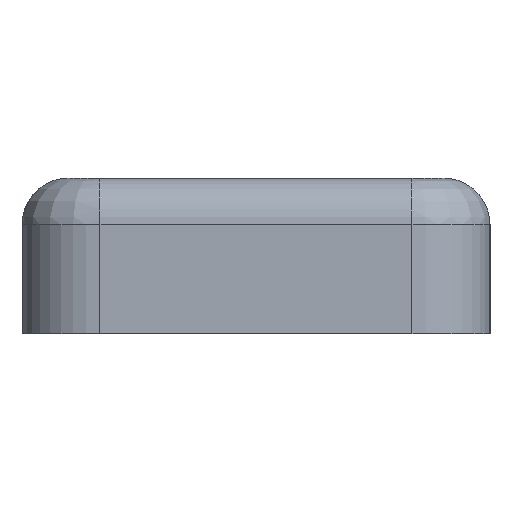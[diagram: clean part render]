
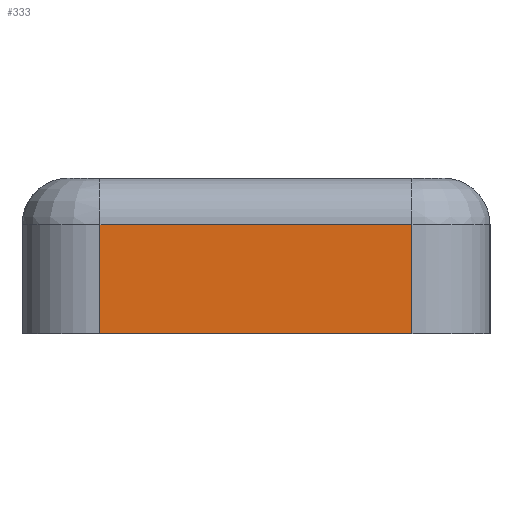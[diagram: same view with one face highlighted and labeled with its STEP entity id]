
A CAD part, left-side view. The second image highlights one B-rep face of the part: STEP entity #333.
In plain terms, the highlighted planar face has unit normal (-1, 0, 0).
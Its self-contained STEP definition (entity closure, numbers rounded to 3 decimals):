
#63 = VERTEX_POINT('',#64);
#64 = CARTESIAN_POINT('',(-29.,13.,3.));
#71 = EDGE_CURVE('',#63,#72,#74,.T.);
#72 = VERTEX_POINT('',#73);
#73 = CARTESIAN_POINT('',(-29.,13.,4.4));
#74 = LINE('',#75,#76);
#75 = CARTESIAN_POINT('',(-29.,13.,3.));
#76 = VECTOR('',#77,1.);
#77 = DIRECTION('',(0.,0.,1.));
#172 = VERTEX_POINT('',#173);
#173 = CARTESIAN_POINT('',(-29.,17.,3.));
#180 = EDGE_CURVE('',#172,#63,#181,.T.);
#181 = LINE('',#182,#183);
#182 = CARTESIAN_POINT('',(-29.,18.,3.));
#183 = VECTOR('',#184,1.);
#184 = DIRECTION('',(0.,-1.,0.));
#333 = ADVANCED_FACE('',(#334),#352,.F.);
#334 = FACE_BOUND('',#335,.F.);
#335 = EDGE_LOOP('',(#336,#344,#350,#351));
#336 = ORIENTED_EDGE('',*,*,#337,.T.);
#337 = EDGE_CURVE('',#172,#338,#340,.T.);
#338 = VERTEX_POINT('',#339);
#339 = CARTESIAN_POINT('',(-29.,17.,4.4));
#340 = LINE('',#341,#342);
#341 = CARTESIAN_POINT('',(-29.,17.,3.));
#342 = VECTOR('',#343,1.);
#343 = DIRECTION('',(0.,0.,1.));
#344 = ORIENTED_EDGE('',*,*,#345,.T.);
#345 = EDGE_CURVE('',#338,#72,#346,.T.);
#346 = LINE('',#347,#348);
#347 = CARTESIAN_POINT('',(-29.,17.,4.4));
#348 = VECTOR('',#349,1.);
#349 = DIRECTION('',(0.,-1.,0.));
#350 = ORIENTED_EDGE('',*,*,#71,.F.);
#351 = ORIENTED_EDGE('',*,*,#180,.F.);
#352 = PLANE('',#353);
#353 = AXIS2_PLACEMENT_3D('',#354,#355,#356);
#354 = CARTESIAN_POINT('',(-29.,18.,3.));
#355 = DIRECTION('',(1.,0.,0.));
#356 = DIRECTION('',(0.,-1.,0.));
